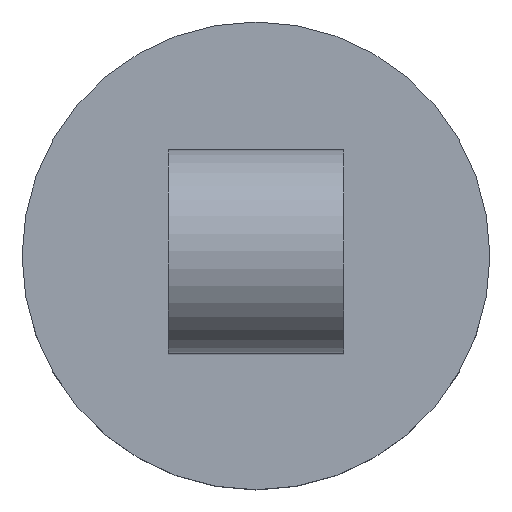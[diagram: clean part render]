
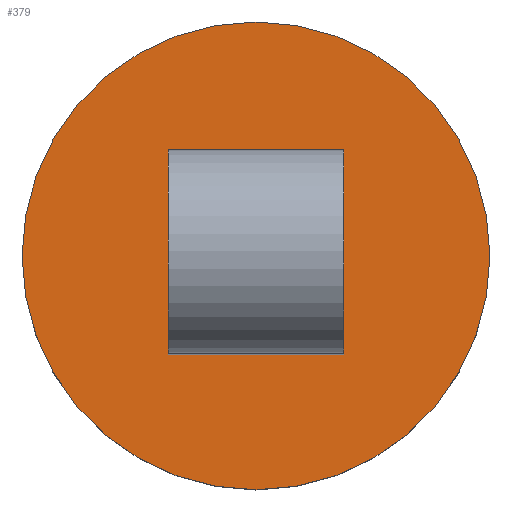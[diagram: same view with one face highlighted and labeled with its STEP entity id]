
A CAD part, top view. The second image highlights one B-rep face of the part: STEP entity #379.
In plain terms, the highlighted planar face has unit normal (0, 0, 1).
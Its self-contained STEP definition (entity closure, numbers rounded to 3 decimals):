
#28=FACE_BOUND('',#91,.T.);
#33=PLANE('',#449);
#64=FACE_OUTER_BOUND('',#90,.T.);
#90=EDGE_LOOP('',(#315));
#91=EDGE_LOOP('',(#316));
#172=CIRCLE('',#439,16.);
#177=CIRCLE('',#445,6.);
#194=VERTEX_POINT('',#639);
#202=VERTEX_POINT('',#656);
#232=EDGE_CURVE('',#194,#194,#172,.T.);
#241=EDGE_CURVE('',#202,#202,#177,.T.);
#315=ORIENTED_EDGE('',*,*,#232,.T.);
#316=ORIENTED_EDGE('',*,*,#241,.F.);
#379=ADVANCED_FACE('',(#64,#28),#33,.F.);
#439=AXIS2_PLACEMENT_3D('',#640,#516,#517);
#445=AXIS2_PLACEMENT_3D('',#658,#532,#533);
#449=AXIS2_PLACEMENT_3D('',#669,#544,#545);
#516=DIRECTION('center_axis',(0.,0.,1.));
#517=DIRECTION('ref_axis',(1.,0.,0.));
#532=DIRECTION('center_axis',(0.,0.,1.));
#533=DIRECTION('ref_axis',(1.,0.,0.));
#544=DIRECTION('center_axis',(0.,0.,-1.));
#545=DIRECTION('ref_axis',(-1.,0.,0.));
#639=CARTESIAN_POINT('',(-16.,0.,8.));
#640=CARTESIAN_POINT('Origin',(0.,0.,
8.));
#656=CARTESIAN_POINT('',(-6.,0.,8.));
#658=CARTESIAN_POINT('Origin',(0.,0.,
8.));
#669=CARTESIAN_POINT('Origin',(0.,6.,8.));
